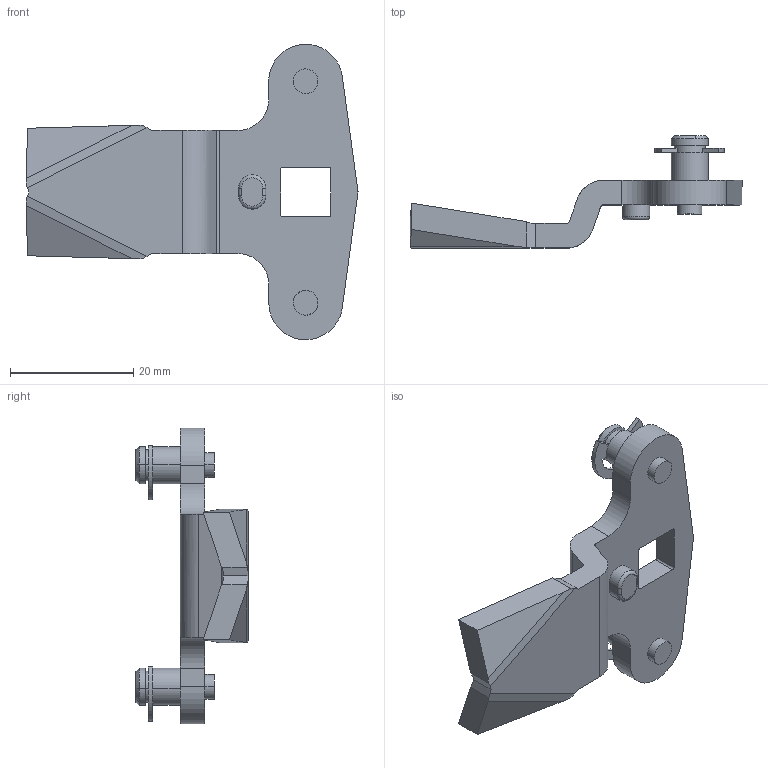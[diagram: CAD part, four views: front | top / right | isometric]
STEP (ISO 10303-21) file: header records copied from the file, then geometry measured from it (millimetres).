
FILE_DESCRIPTION((''),'2;1');
FILE_NAME('','2006-10-31T08:07:08',(''),(''),'','CADfix','');
FILE_SCHEMA(('AUTOMOTIVE_DESIGN'));
Length unit declared in the file: millimetre
Products named in the file (3): retainer; cam; TEO_1000_U30_31875_36
Assembly tree (3 placements, depth 2):
  TEO_1000_U30_31875_36
    retainer  x2
    cam
Bounding box: 53.94 x 18.2 x 48 mm (x, y, z)
Volume: 6240.8 mm3; surface area: 4439.9 mm2
Topology: 3 solids, 3 shells, 116 faces, 326 edges, 226 vertices
Faces by surface type: bspline 116
Entity records: 3459 total; most frequent: CARTESIAN_POINT 1779, ORIENTED_EDGE 580, EDGE_CURVE 290, VERTEX_POINT 202, QUASI_UNIFORM_CURVE 144, EDGE_LOOP 114, FACE_OUTER_BOUND 102, ADVANCED_FACE 102
